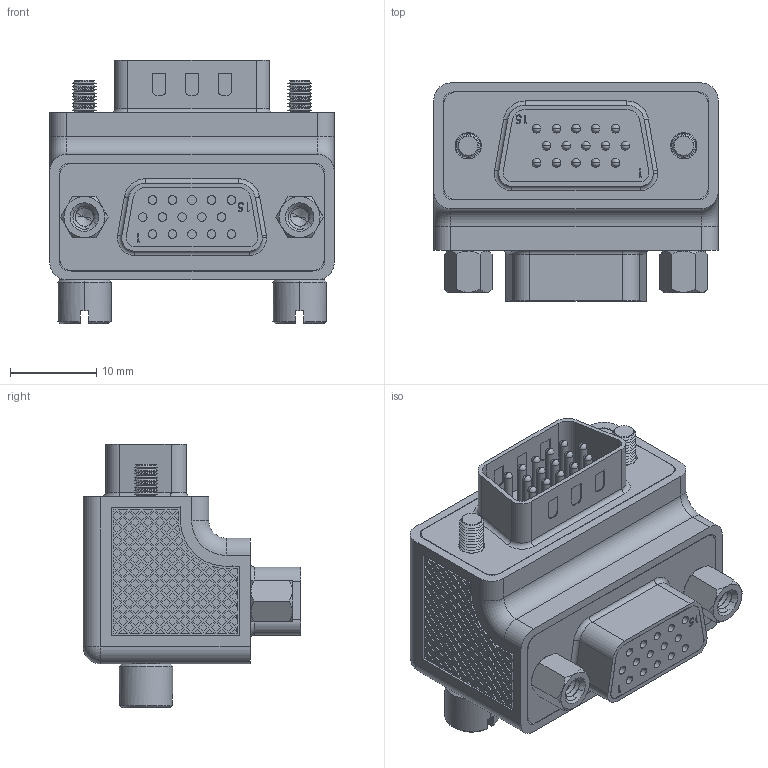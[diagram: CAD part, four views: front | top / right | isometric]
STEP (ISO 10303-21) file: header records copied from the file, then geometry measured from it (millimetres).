
FILE_DESCRIPTION (( 'STEP AP214' ), '1' );
FILE_NAME ('DG90H15MF3.STEP', '2013-08-08T14:03:06', ( 'x' ), ( '' ), 'SwSTEP 2.0', 'SolidWorks 2012', '' );
FILE_SCHEMA (( 'AUTOMOTIVE_DESIGN' ));
Length unit declared in the file: inch
Products named in the file (7): 1AC04-018; 1AC04-017; MTN-442; 1AJ10-005_1AJ10-006; 1AJ06-050; MTN-443; DG90H15MF3
Assembly tree (8 placements, depth 2):
  DG90H15MF3
    MTN-443
    1AJ06-050  x2
    1AJ10-005_1AJ10-006  x2
    MTN-442
    1AC04-017
    1AC04-018
Bounding box: 33.02 x 25.29 x 30.58 mm (x, y, z)
Volume: 15748.7 mm3; surface area: 11039.3 mm2
Topology: 8 solids, 8 shells, 3062 faces, 7401 edges, 4793 vertices
Faces by surface type: plane 2379, cylinder 375, cone 116, torus 78, bspline 72, sphere 42
Entity records: 117094 total; most frequent: CARTESIAN_POINT 19478, ORIENTED_EDGE 14186, DIRECTION 13581, EDGE_CURVE 7093, LINE 5999, VECTOR 5999, VERTEX_POINT 4626, AXIS2_PLACEMENT_3D 3791
